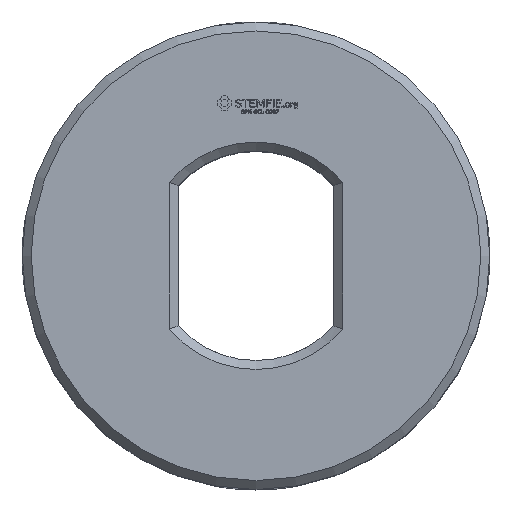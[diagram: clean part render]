
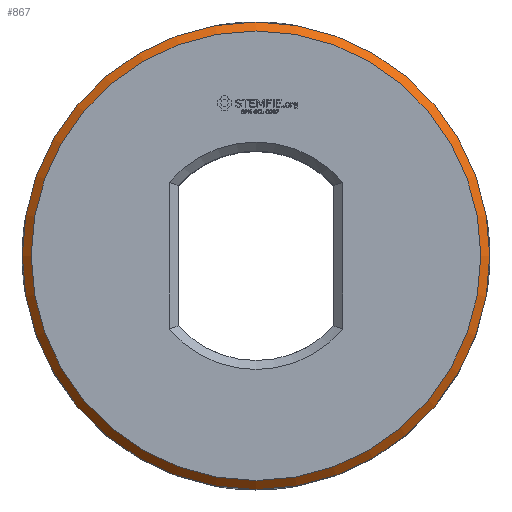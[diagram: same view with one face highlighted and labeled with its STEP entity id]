
A CAD part, top view. The second image highlights one B-rep face of the part: STEP entity #867.
In plain terms, the highlighted conical face has half-angle 45 degrees and reference radius 7.812 mm.
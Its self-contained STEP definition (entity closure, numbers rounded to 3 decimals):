
#170 = VERTEX_POINT('',#171);
#171 = CARTESIAN_POINT('',(7.813,0.,9.075));
#177 = EDGE_CURVE('',#170,#170,#178,.T.);
#178 = CIRCLE('',#179,7.813);
#179 = AXIS2_PLACEMENT_3D('',#180,#181,#182);
#180 = CARTESIAN_POINT('',(0.,0.,9.075));
#181 = DIRECTION('',(0.,0.,1.));
#182 = DIRECTION('',(1.,0.,0.));
#867 = ADVANCED_FACE('',(#868),#887,.T.);
#868 = FACE_BOUND('',#869,.T.);
#869 = EDGE_LOOP('',(#870,#878,#879,#880));
#870 = ORIENTED_EDGE('',*,*,#871,.F.);
#871 = EDGE_CURVE('',#170,#872,#874,.T.);
#872 = VERTEX_POINT('',#873);
#873 = CARTESIAN_POINT('',(7.513,0.,9.375));
#874 = LINE('',#875,#876);
#875 = CARTESIAN_POINT('',(7.813,0.,9.075));
#876 = VECTOR('',#877,1.);
#877 = DIRECTION('',(-0.707,0.,0.707));
#878 = ORIENTED_EDGE('',*,*,#177,.T.);
#879 = ORIENTED_EDGE('',*,*,#871,.T.);
#880 = ORIENTED_EDGE('',*,*,#881,.F.);
#881 = EDGE_CURVE('',#872,#872,#882,.T.);
#882 = CIRCLE('',#883,7.513);
#883 = AXIS2_PLACEMENT_3D('',#884,#885,#886);
#884 = CARTESIAN_POINT('',(0.,0.,9.375));
#885 = DIRECTION('',(0.,0.,1.));
#886 = DIRECTION('',(1.,0.,0.));
#887 = CONICAL_SURFACE('',#888,7.813,0.785);
#888 = AXIS2_PLACEMENT_3D('',#889,#890,#891);
#889 = CARTESIAN_POINT('',(0.,0.,9.075));
#890 = DIRECTION('',(-0.,-0.,-1.));
#891 = DIRECTION('',(1.,0.,0.));
